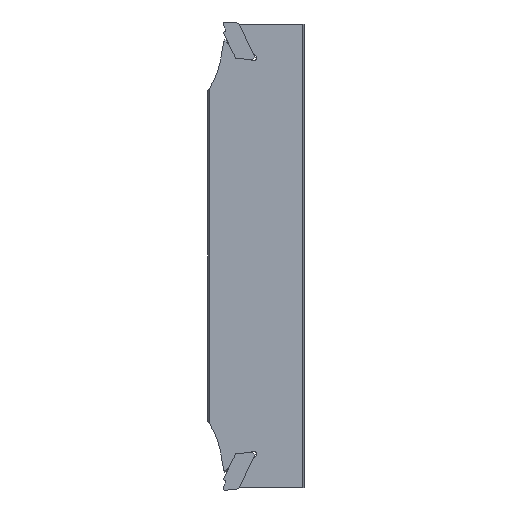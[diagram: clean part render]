
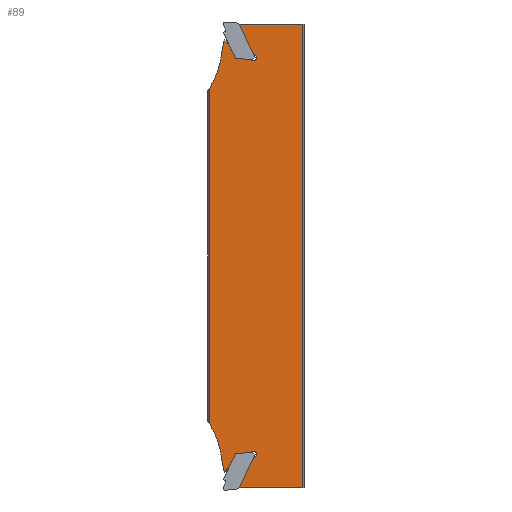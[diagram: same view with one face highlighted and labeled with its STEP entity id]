
A CAD part, left-side view. The second image highlights one B-rep face of the part: STEP entity #89.
In plain terms, the highlighted planar face has unit normal (-1, 0, 0).
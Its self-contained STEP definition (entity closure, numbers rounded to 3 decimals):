
#74=CIRCLE('',#1330,0.8);
#75=CIRCLE('',#1331,0.8);
#76=CIRCLE('',#1332,1.503);
#77=CIRCLE('',#1333,19.);
#78=CIRCLE('',#1334,19.);
#79=CIRCLE('',#1335,1.503);
#89=ADVANCED_FACE('',(#211),#155,.T.);
#155=PLANE('',#1336);
#211=FACE_OUTER_BOUND('',#277,.T.);
#277=EDGE_LOOP('',(#376,#377,#378,#379,#380,#381,#382,#383,#384,#385,#386,
#387,#388,#389,#390,#391,#392,#393,#394,#395));
#376=ORIENTED_EDGE('',*,*,#834,.T.);
#377=ORIENTED_EDGE('',*,*,#835,.T.);
#378=ORIENTED_EDGE('',*,*,#836,.T.);
#379=ORIENTED_EDGE('',*,*,#837,.T.);
#380=ORIENTED_EDGE('',*,*,#800,.T.);
#381=ORIENTED_EDGE('',*,*,#838,.T.);
#382=ORIENTED_EDGE('',*,*,#806,.F.);
#383=ORIENTED_EDGE('',*,*,#839,.T.);
#384=ORIENTED_EDGE('',*,*,#840,.T.);
#385=ORIENTED_EDGE('',*,*,#841,.T.);
#386=ORIENTED_EDGE('',*,*,#842,.T.);
#387=ORIENTED_EDGE('',*,*,#843,.T.);
#388=ORIENTED_EDGE('',*,*,#844,.T.);
#389=ORIENTED_EDGE('',*,*,#845,.T.);
#390=ORIENTED_EDGE('',*,*,#846,.T.);
#391=ORIENTED_EDGE('',*,*,#832,.F.);
#392=ORIENTED_EDGE('',*,*,#847,.T.);
#393=ORIENTED_EDGE('',*,*,#848,.T.);
#394=ORIENTED_EDGE('',*,*,#849,.T.);
#395=ORIENTED_EDGE('',*,*,#850,.T.);
#686=VERTEX_POINT('',#1743);
#687=VERTEX_POINT('',#1744);
#692=VERTEX_POINT('',#1755);
#693=VERTEX_POINT('',#1757);
#714=VERTEX_POINT('',#1806);
#715=VERTEX_POINT('',#1808);
#716=VERTEX_POINT('',#1812);
#717=VERTEX_POINT('',#1813);
#718=VERTEX_POINT('',#1815);
#719=VERTEX_POINT('',#1817);
#720=VERTEX_POINT('',#1821);
#721=VERTEX_POINT('',#1823);
#722=VERTEX_POINT('',#1825);
#723=VERTEX_POINT('',#1827);
#724=VERTEX_POINT('',#1829);
#725=VERTEX_POINT('',#1831);
#726=VERTEX_POINT('',#1833);
#727=VERTEX_POINT('',#1836);
#728=VERTEX_POINT('',#1838);
#729=VERTEX_POINT('',#1840);
#800=EDGE_CURVE('',#686,#687,#974,.T.);
#806=EDGE_CURVE('',#692,#693,#980,.T.);
#832=EDGE_CURVE('',#714,#715,#997,.T.);
#834=EDGE_CURVE('',#716,#717,#998,.T.);
#835=EDGE_CURVE('',#717,#718,#999,.T.);
#836=EDGE_CURVE('',#718,#719,#74,.T.);
#837=EDGE_CURVE('',#719,#686,#1000,.T.);
#838=EDGE_CURVE('',#687,#693,#1001,.T.);
#839=EDGE_CURVE('',#692,#720,#1002,.T.);
#840=EDGE_CURVE('',#720,#721,#75,.T.);
#841=EDGE_CURVE('',#721,#722,#1003,.T.);
#842=EDGE_CURVE('',#722,#723,#1004,.T.);
#843=EDGE_CURVE('',#723,#724,#76,.T.);
#844=EDGE_CURVE('',#724,#725,#1005,.T.);
#845=EDGE_CURVE('',#725,#726,#1006,.T.);
#846=EDGE_CURVE('',#726,#715,#77,.T.);
#847=EDGE_CURVE('',#714,#727,#78,.T.);
#848=EDGE_CURVE('',#727,#728,#1007,.T.);
#849=EDGE_CURVE('',#728,#729,#1008,.T.);
#850=EDGE_CURVE('',#729,#716,#79,.T.);
#974=LINE('',#1742,#1128);
#980=LINE('',#1756,#1134);
#997=LINE('',#1807,#1151);
#998=LINE('',#1811,#1152);
#999=LINE('',#1814,#1153);
#1000=LINE('',#1818,#1154);
#1001=LINE('',#1819,#1155);
#1002=LINE('',#1820,#1156);
#1003=LINE('',#1824,#1157);
#1004=LINE('',#1826,#1158);
#1005=LINE('',#1830,#1159);
#1006=LINE('',#1832,#1160);
#1007=LINE('',#1837,#1161);
#1008=LINE('',#1839,#1162);
#1128=VECTOR('',#1411,1.);
#1134=VECTOR('',#1419,1.);
#1151=VECTOR('',#1460,1.);
#1152=VECTOR('',#1465,1.);
#1153=VECTOR('',#1466,1.);
#1154=VECTOR('',#1469,1.);
#1155=VECTOR('',#1470,1.);
#1156=VECTOR('',#1471,1.);
#1157=VECTOR('',#1474,1.);
#1158=VECTOR('',#1475,1.);
#1159=VECTOR('',#1478,1.);
#1160=VECTOR('',#1479,1.);
#1161=VECTOR('',#1484,1.);
#1162=VECTOR('',#1485,1.);
#1330=AXIS2_PLACEMENT_3D('',#1816,#1467,#1468);
#1331=AXIS2_PLACEMENT_3D('',#1822,#1472,#1473);
#1332=AXIS2_PLACEMENT_3D('',#1828,#1476,#1477);
#1333=AXIS2_PLACEMENT_3D('',#1834,#1480,#1481);
#1334=AXIS2_PLACEMENT_3D('',#1835,#1482,#1483);
#1335=AXIS2_PLACEMENT_3D('',#1841,#1486,#1487);
#1336=AXIS2_PLACEMENT_3D('',#1842,#1488,#1489);
#1411=DIRECTION('',(0.,-1.,0.));
#1419=DIRECTION('',(0.,-1.,0.));
#1460=DIRECTION('',(0.,0.,1.));
#1465=DIRECTION('',(0.,-0.407,0.914));
#1466=DIRECTION('',(0.,-0.995,0.105));
#1467=DIRECTION('',(1.,0.,0.));
#1468=DIRECTION('',(0.,1.,0.));
#1469=DIRECTION('',(0.,0.423,-0.906));
#1470=DIRECTION('',(0.,0.,1.));
#1471=DIRECTION('',(0.,-0.423,-0.906));
#1472=DIRECTION('',(1.,0.,0.));
#1473=DIRECTION('',(0.,1.,0.));
#1474=DIRECTION('',(0.,0.995,0.105));
#1475=DIRECTION('',(0.,0.407,0.914));
#1476=DIRECTION('',(-1.,0.,0.));
#1477=DIRECTION('',(0.,1.,0.));
#1478=DIRECTION('',(0.,0.934,0.358));
#1479=DIRECTION('',(0.,0.174,-0.985));
#1480=DIRECTION('',(1.,0.,0.));
#1481=DIRECTION('',(0.,1.,0.));
#1482=DIRECTION('',(1.,0.,0.));
#1483=DIRECTION('',(0.,1.,0.));
#1484=DIRECTION('',(0.,-0.174,-0.985));
#1485=DIRECTION('',(0.,-0.934,0.358));
#1486=DIRECTION('',(-1.,0.,0.));
#1487=DIRECTION('',(0.,1.,0.));
#1488=DIRECTION('',(-1.,0.,0.));
#1489=DIRECTION('',(0.,-1.,0.));
#1742=CARTESIAN_POINT('',(-3.4,24.99,-60.));
#1743=CARTESIAN_POINT('',(-3.4,17.253,-60.));
#1744=CARTESIAN_POINT('',(-3.4,0.911,-60.));
#1755=CARTESIAN_POINT('',(-3.4,17.253,60.));
#1756=CARTESIAN_POINT('',(-3.4,24.99,60.));
#1757=CARTESIAN_POINT('',(-3.4,0.911,60.));
#1806=CARTESIAN_POINT('',(-3.4,24.99,-43.434));
#1807=CARTESIAN_POINT('',(-3.4,24.99,-60.));
#1808=CARTESIAN_POINT('',(-3.4,24.99,43.434));
#1811=CARTESIAN_POINT('',(-3.4,22.541,-61.09));
#1812=CARTESIAN_POINT('',(-3.4,19.594,-54.471));
#1813=CARTESIAN_POINT('',(-3.4,18.154,-51.237));
#1814=CARTESIAN_POINT('',(-3.4,25.826,-52.043));
#1815=CARTESIAN_POINT('',(-3.4,14.2,-50.821));
#1816=CARTESIAN_POINT('',(-3.4,13.611,-51.362));
#1817=CARTESIAN_POINT('',(-3.4,13.598,-52.162));
#1818=CARTESIAN_POINT('',(-3.4,12.916,-50.7));
#1819=CARTESIAN_POINT('',(-3.4,0.911,-60.));
#1820=CARTESIAN_POINT('',(-3.4,12.916,50.7));
#1821=CARTESIAN_POINT('',(-3.4,13.598,52.162));
#1822=CARTESIAN_POINT('',(-3.4,13.611,51.362));
#1823=CARTESIAN_POINT('',(-3.4,14.2,50.821));
#1824=CARTESIAN_POINT('',(-3.4,13.352,50.732));
#1825=CARTESIAN_POINT('',(-3.4,18.154,51.237));
#1826=CARTESIAN_POINT('',(-3.4,-22.047,-39.058));
#1827=CARTESIAN_POINT('',(-3.4,19.594,54.471));
#1828=CARTESIAN_POINT('',(-3.4,20.968,53.86));
#1829=CARTESIAN_POINT('',(-3.4,20.429,55.263));
#1830=CARTESIAN_POINT('',(-3.4,-14.159,41.986));
#1831=CARTESIAN_POINT('',(-3.4,21.303,55.599));
#1832=CARTESIAN_POINT('',(-3.4,41.182,-57.145));
#1833=CARTESIAN_POINT('',(-3.4,22.201,50.501));
#1834=CARTESIAN_POINT('',(-3.4,40.913,53.8));
#1835=CARTESIAN_POINT('',(-3.4,40.913,-53.8));
#1836=CARTESIAN_POINT('',(-3.4,22.201,-50.501));
#1837=CARTESIAN_POINT('',(-3.4,20.661,-59.237));
#1838=CARTESIAN_POINT('',(-3.4,21.303,-55.599));
#1839=CARTESIAN_POINT('',(-3.4,25.989,-57.398));
#1840=CARTESIAN_POINT('',(-3.4,20.429,-55.263));
#1841=CARTESIAN_POINT('',(-3.4,20.968,-53.86));
#1842=CARTESIAN_POINT('',(-3.4,24.99,-60.));
